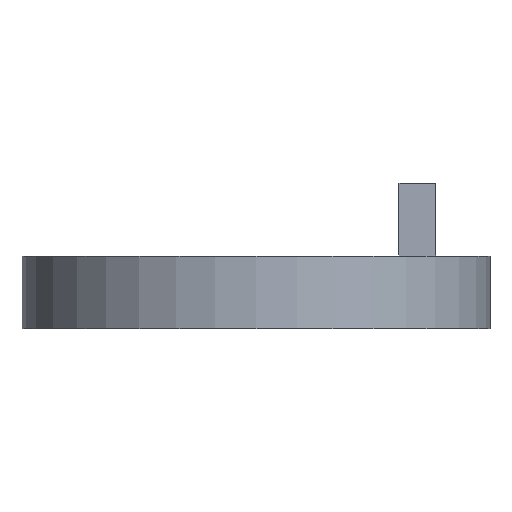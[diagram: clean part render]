
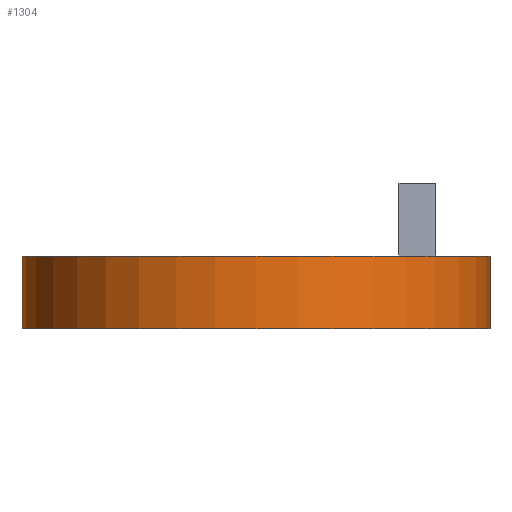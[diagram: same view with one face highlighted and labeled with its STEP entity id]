
A CAD part, front view. The second image highlights one B-rep face of the part: STEP entity #1304.
In plain terms, the highlighted cylindrical face has radius 64.501 mm (diameter 129.003 mm), a full revolution.
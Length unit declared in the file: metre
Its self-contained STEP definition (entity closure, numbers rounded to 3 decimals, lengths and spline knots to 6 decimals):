
#27=CYLINDRICAL_SURFACE('',#1424,0.064501);
#90=CIRCLE('',#1389,0.064501);
#123=CIRCLE('',#1423,0.064501);
#234=ORIENTED_EDGE('',*,*,#570,.F.);
#235=ORIENTED_EDGE('',*,*,#634,.T.);
#570=EDGE_CURVE('',#773,#773,#90,.T.);
#634=EDGE_CURVE('',#837,#837,#123,.T.);
#773=VERTEX_POINT('',#1888);
#837=VERTEX_POINT('',#2047);
#1124=EDGE_LOOP('',(#234));
#1125=EDGE_LOOP('',(#235));
#1205=FACE_BOUND('',#1124,.T.);
#1206=FACE_BOUND('',#1125,.T.);
#1304=ADVANCED_FACE('',(#1205,#1206),#27,.T.);
#1389=AXIS2_PLACEMENT_3D('',#1887,#1524,#1525);
#1423=AXIS2_PLACEMENT_3D('',#2046,#1608,#1609);
#1424=AXIS2_PLACEMENT_3D('',#2058,#1615,#1616);
#1524=DIRECTION('',(0.,0.,1.));
#1525=DIRECTION('',(1.,0.,0.));
#1608=DIRECTION('',(0.,0.,1.));
#1609=DIRECTION('',(1.,0.,0.));
#1615=DIRECTION('',(0.,0.,-1.));
#1616=DIRECTION('',(-1.,0.,0.));
#1887=CARTESIAN_POINT('',(0.,0.,0.18));
#1888=CARTESIAN_POINT('',(0.064501,0.,0.18));
#2046=CARTESIAN_POINT('',(0.,0.,0.16));
#2047=CARTESIAN_POINT('',(0.064501,0.,0.16));
#2058=CARTESIAN_POINT('',(0.,0.,0.18));
